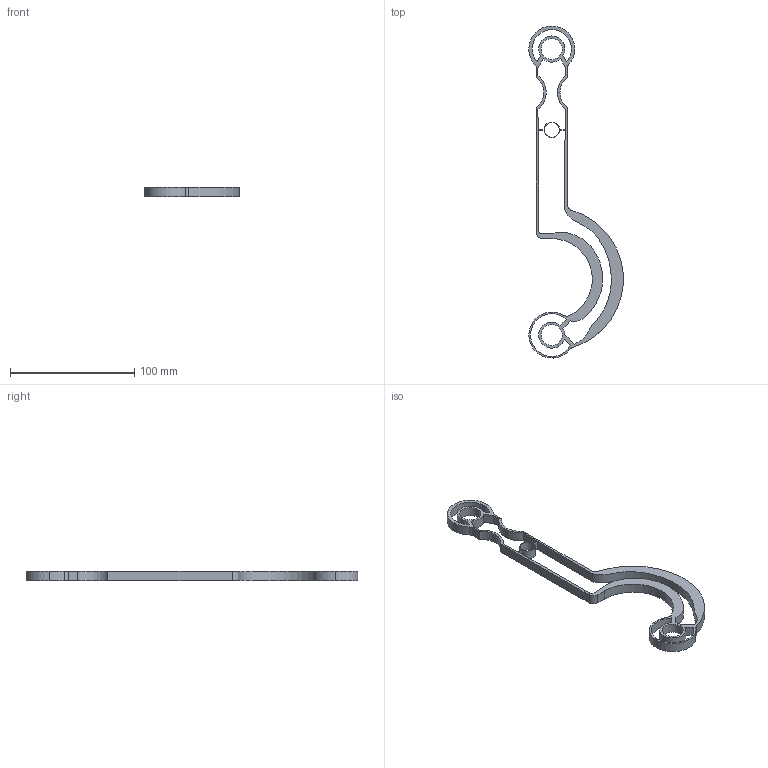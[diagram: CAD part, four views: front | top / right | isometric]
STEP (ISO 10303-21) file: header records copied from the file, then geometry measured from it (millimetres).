
FILE_DESCRIPTION (( 'STEP AP214' ), '1' );
FILE_NAME ('Part V0.1 (iteration 1).STEP', '2025-11-07T12:54:31', ( '' ), ( '' ), 'SwSTEP 2.0', 'SolidWorks 2025', '' );
FILE_SCHEMA (( 'AUTOMOTIVE_DESIGN' ));
Length unit declared in the file: millimetre
Products named in the file (1): Part V0.1 (iteration 1)
Bounding box: 75.86 x 266.96 x 8 mm (x, y, z)
Volume: 24903.9 mm3; surface area: 20091.8 mm2
Topology: 1 solids, 1 shells, 70 faces, 204 edges, 136 vertices
Faces by surface type: cylinder 39, plane 28, bspline 3
Entity records: 2463 total; most frequent: CARTESIAN_POINT 498, DIRECTION 412, ORIENTED_EDGE 408, EDGE_CURVE 204, AXIS2_PLACEMENT_3D 146, VERTEX_POINT 136, VECTOR 120, LINE 120
